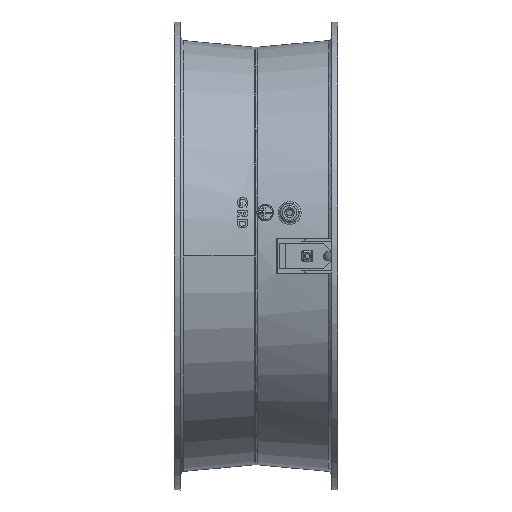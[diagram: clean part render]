
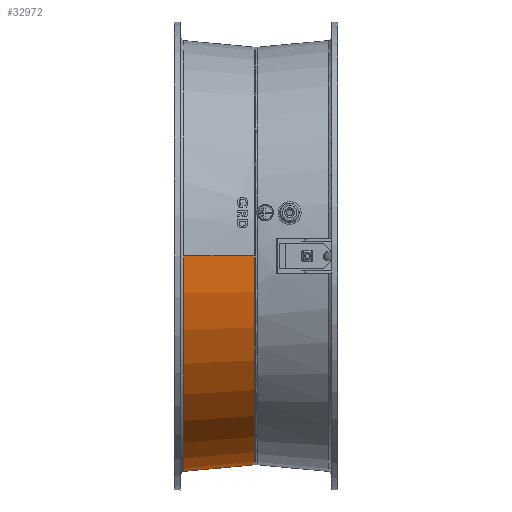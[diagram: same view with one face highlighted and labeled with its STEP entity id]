
A CAD part, left-side view. The second image highlights one B-rep face of the part: STEP entity #32972.
In plain terms, the highlighted conical face has half-angle 5.353 degrees and reference radius 113.346 mm.
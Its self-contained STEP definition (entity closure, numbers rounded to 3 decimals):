
#1412 = LINE ( 'NONE', #56432, #25936 ) ;
#2057 = DIRECTION ( 'NONE',  ( -0.093, 0.996, 0. ) ) ;
#2551 = FACE_OUTER_BOUND ( 'NONE', #19938, .T. ) ;
#2655 = CARTESIAN_POINT ( 'NONE',  ( -113.345, 45.433, 0. ) ) ;
#2875 = AXIS2_PLACEMENT_3D ( 'NONE', #28893, #9992, #56949 ) ;
#3144 = ORIENTED_EDGE ( 'NONE', *, *, #23614, .F. ) ;
#7200 = EDGE_CURVE ( 'NONE', #38344, #48231, #50458, .T. ) ;
#9530 = VERTEX_POINT ( 'NONE', #58043 ) ;
#9992 = DIRECTION ( 'NONE',  ( 0., 1., 0. ) ) ;
#14196 = LINE ( 'NONE', #2655, #16510 ) ;
#16510 = VECTOR ( 'NONE', #2057, 1000. ) ;
#17348 = CIRCLE ( 'NONE', #2875, 116.93 ) ;
#18614 = EDGE_CURVE ( 'NONE', #9530, #27810, #17348, .T. ) ;
#18680 = AXIS2_PLACEMENT_3D ( 'NONE', #41189, #32466, #50728 ) ;
#18944 = AXIS2_PLACEMENT_3D ( 'NONE', #30626, #20414, #53685 ) ;
#19938 = EDGE_LOOP ( 'NONE', ( #42811, #40378, #46054, #3144 ) ) ;
#20414 = DIRECTION ( 'NONE',  ( 0., 1., 0. ) ) ;
#23614 = EDGE_CURVE ( 'NONE', #38344, #9530, #1412, .T. ) ;
#24725 = CARTESIAN_POINT ( 'NONE',  ( -116.93, 83.687, 0. ) ) ;
#25936 = VECTOR ( 'NONE', #27950, 1000. ) ;
#27810 = VERTEX_POINT ( 'NONE', #24725 ) ;
#27950 = DIRECTION ( 'NONE',  ( 0., 0.996, -0.093 ) ) ;
#28893 = CARTESIAN_POINT ( 'NONE',  ( 0., 83.687, 0. ) ) ;
#30626 = CARTESIAN_POINT ( 'NONE',  ( 0., 45.433, 0. ) ) ;
#32466 = DIRECTION ( 'NONE',  ( 0., 1., 0. ) ) ;
#32972 = ADVANCED_FACE ( 'NONE', ( #2551 ), #39700, .T. ) ;
#34962 = CARTESIAN_POINT ( 'NONE',  ( -113.345, 45.433, 0. ) ) ;
#38199 = CARTESIAN_POINT ( 'NONE',  ( 0., 45.433, -113.345 ) ) ;
#38344 = VERTEX_POINT ( 'NONE', #38199 ) ;
#38748 = EDGE_CURVE ( 'NONE', #48231, #27810, #14196, .T. ) ;
#39700 = CONICAL_SURFACE ( 'NONE', #18680, 113.345, 0.093 ) ;
#40378 = ORIENTED_EDGE ( 'NONE', *, *, #38748, .T. ) ;
#41189 = CARTESIAN_POINT ( 'NONE',  ( 0., 45.433, 0. ) ) ;
#42811 = ORIENTED_EDGE ( 'NONE', *, *, #7200, .T. ) ;
#46054 = ORIENTED_EDGE ( 'NONE', *, *, #18614, .F. ) ;
#48231 = VERTEX_POINT ( 'NONE', #34962 ) ;
#50458 = CIRCLE ( 'NONE', #18944, 113.345 ) ;
#50728 = DIRECTION ( 'NONE',  ( -1., 0., 0. ) ) ;
#53685 = DIRECTION ( 'NONE',  ( -1., 0., 0. ) ) ;
#56432 = CARTESIAN_POINT ( 'NONE',  ( 0., 45.433, -113.345 ) ) ;
#56949 = DIRECTION ( 'NONE',  ( -1., 0., 0. ) ) ;
#58043 = CARTESIAN_POINT ( 'NONE',  ( 0., 83.687, -116.93 ) ) ;
